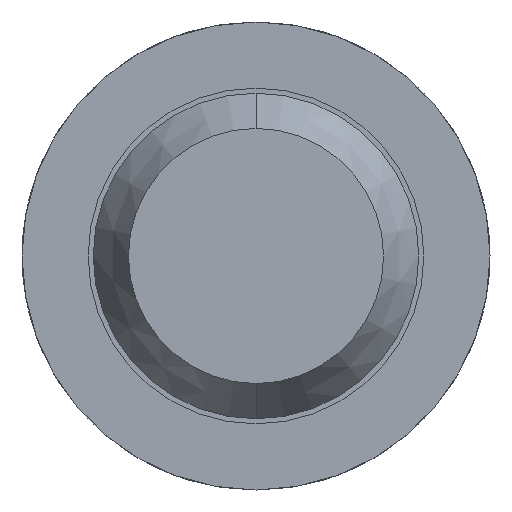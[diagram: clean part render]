
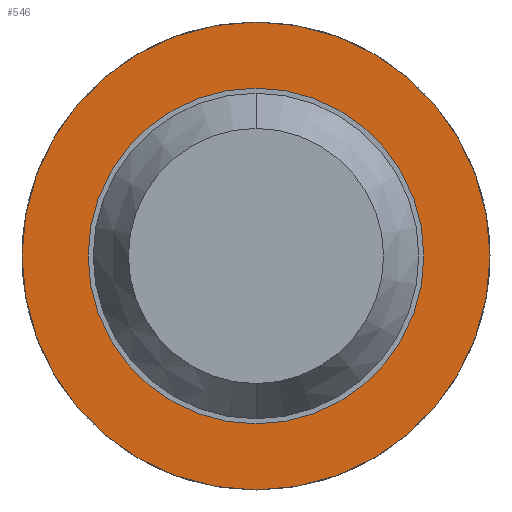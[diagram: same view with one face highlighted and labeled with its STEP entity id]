
A CAD part, front view. The second image highlights one B-rep face of the part: STEP entity #546.
In plain terms, the highlighted planar face has unit normal (0, -1, 0).
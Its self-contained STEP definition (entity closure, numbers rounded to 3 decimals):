
#77 = CARTESIAN_POINT ( 'NONE',  ( 0., -1.7, -0.825 ) ) ;
#136 = CARTESIAN_POINT ( 'NONE',  ( 0., -1.7, 0. ) ) ;
#154 = CARTESIAN_POINT ( 'NONE',  ( 0., -1.7, 1.15 ) ) ;
#217 = DIRECTION ( 'NONE',  ( 0., 1., 0. ) ) ;
#490 = DIRECTION ( 'NONE',  ( 0., 0., 1. ) ) ;
#546 = ADVANCED_FACE ( 'Defeature ausgef�hrt1_7', ( #2795, #2025 ), #2741, .F. ) ;
#617 = CIRCLE ( 'NONE', #3460, 1.15 ) ;
#725 = ORIENTED_EDGE ( 'NONE', *, *, #3515, .F. ) ;
#747 = ORIENTED_EDGE ( 'NONE', *, *, #3570, .T. ) ;
#753 = ORIENTED_EDGE ( 'NONE', *, *, #917, .T. ) ;
#783 = DIRECTION ( 'NONE',  ( 0., 0., 1. ) ) ;
#795 = CARTESIAN_POINT ( 'NONE',  ( 0.825, -1.7, 0. ) ) ;
#813 = AXIS2_PLACEMENT_3D ( 'NONE', #136, #980, #2654 ) ;
#841 = VERTEX_POINT ( 'NONE', #77 ) ;
#917 = EDGE_CURVE ( 'Defeature ausgef�hrt1_7+Defeature ausgef�hrt1_6+Defeature ausgef�hrt1_6+Defeature ausgef�hrt1_6', #2893, #841, #3337, .T. ) ;
#980 = DIRECTION ( 'NONE',  ( 0., 1., 0. ) ) ;
#991 = DIRECTION ( 'NONE',  ( 0., 0., 1. ) ) ;
#1264 = AXIS2_PLACEMENT_3D ( 'NONE', #2183, #2479, #490 ) ;
#1323 = CIRCLE ( 'NONE', #1770, 1.15 ) ;
#1450 = EDGE_LOOP ( 'NONE', ( #725, #2049 ) ) ;
#1487 = VERTEX_POINT ( 'NONE', #3260 ) ;
#1590 = DIRECTION ( 'NONE',  ( 0., 1., 0. ) ) ;
#1637 = CARTESIAN_POINT ( 'NONE',  ( 0., -1.7, 0. ) ) ;
#1770 = AXIS2_PLACEMENT_3D ( 'NONE', #2652, #2397, #991 ) ;
#1846 = VERTEX_POINT ( 'NONE', #154 ) ;
#2025 = FACE_BOUND ( 'NONE', #3481, .T. ) ;
#2049 = ORIENTED_EDGE ( 'NONE', *, *, #2200, .F. ) ;
#2183 = CARTESIAN_POINT ( 'NONE',  ( 0., -1.7, 0. ) ) ;
#2200 = EDGE_CURVE ( 'Defeature ausgef�hrt1_0+Defeature ausgef�hrt1_7+Defeature ausgef�hrt1_7+Defeature ausgef�hrt1_7', #1487, #1846, #1323, .T. ) ;
#2371 = CIRCLE ( 'NONE', #1264, 0.825 ) ;
#2397 = DIRECTION ( 'NONE',  ( 0., 1., 0. ) ) ;
#2479 = DIRECTION ( 'NONE',  ( 0., 1., 0. ) ) ;
#2652 = CARTESIAN_POINT ( 'NONE',  ( 0., -1.7, 0. ) ) ;
#2654 = DIRECTION ( 'NONE',  ( 0., 0., 1. ) ) ;
#2741 = PLANE ( 'NONE',  #3359 ) ;
#2795 = FACE_OUTER_BOUND ( 'NONE', #1450, .T. ) ;
#2893 = VERTEX_POINT ( 'NONE', #3572 ) ;
#3260 = CARTESIAN_POINT ( 'NONE',  ( 0., -1.7, -1.15 ) ) ;
#3337 = CIRCLE ( 'NONE', #813, 0.825 ) ;
#3359 = AXIS2_PLACEMENT_3D ( 'NONE', #795, #1590, #3574 ) ;
#3460 = AXIS2_PLACEMENT_3D ( 'NONE', #1637, #217, #783 ) ;
#3481 = EDGE_LOOP ( 'NONE', ( #753, #747 ) ) ;
#3515 = EDGE_CURVE ( 'Defeature ausgef�hrt1_0+Defeature ausgef�hrt1_7+Defeature ausgef�hrt1_7+Defeature ausgef�hrt1_7', #1846, #1487, #617, .T. ) ;
#3570 = EDGE_CURVE ( 'Defeature ausgef�hrt1_7+Defeature ausgef�hrt1_6+Defeature ausgef�hrt1_6+Defeature ausgef�hrt1_6', #841, #2893, #2371, .T. ) ;
#3572 = CARTESIAN_POINT ( 'NONE',  ( 0., -1.7, 0.825 ) ) ;
#3574 = DIRECTION ( 'NONE',  ( 0., 0., 1. ) ) ;
